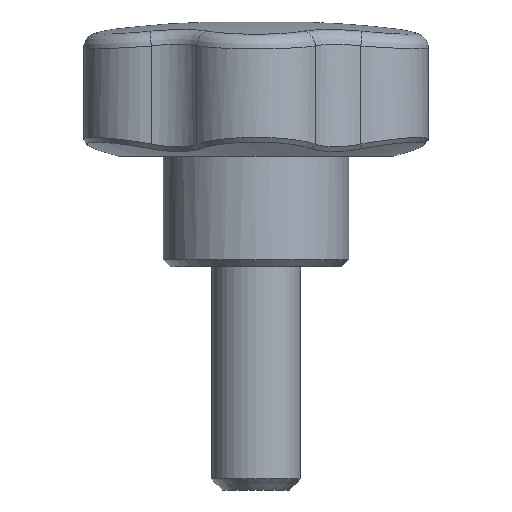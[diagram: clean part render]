
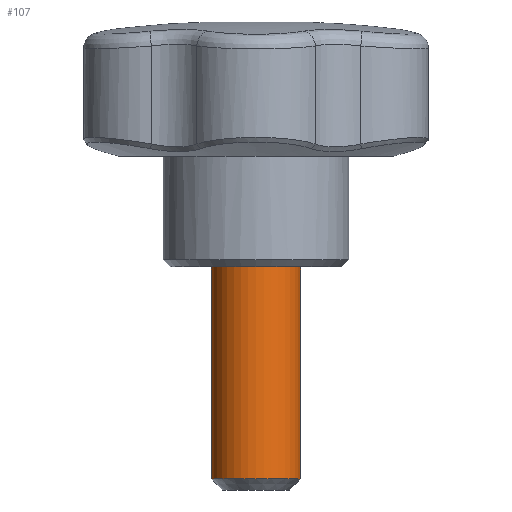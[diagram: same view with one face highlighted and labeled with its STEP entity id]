
A CAD part, front view. The second image highlights one B-rep face of the part: STEP entity #107.
In plain terms, the highlighted cylindrical face has radius 6 mm (diameter 12 mm), a full revolution.
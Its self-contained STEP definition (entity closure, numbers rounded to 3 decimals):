
#107 = ADVANCED_FACE( '', ( #275, #276 ), #277, .T. );
#275 = FACE_OUTER_BOUND( '', #559, .T. );
#276 = FACE_OUTER_BOUND( '', #560, .T. );
#277 = CYLINDRICAL_SURFACE( '', #561, 6. );
#559 = EDGE_LOOP( '', ( #3600 ) );
#560 = EDGE_LOOP( '', ( #3601 ) );
#561 = AXIS2_PLACEMENT_3D( '', #3602, #3603, #3604 );
#3600 = ORIENTED_EDGE( '', *, *, #4141, .T. );
#3601 = ORIENTED_EDGE( '', *, *, #4142, .F. );
#3602 = CARTESIAN_POINT( '', ( 0., 0., 44. ) );
#3603 = DIRECTION( '', ( 0., 0., -1. ) );
#3604 = DIRECTION( '', ( 1., 0., 0. ) );
#4141 = EDGE_CURVE( '', #4398, #4398, #4399, .T. );
#4142 = EDGE_CURVE( '', #4400, #4400, #4401, .T. );
#4398 = VERTEX_POINT( '', #4970 );
#4399 = CIRCLE( '', #4971, 6. );
#4400 = VERTEX_POINT( '', #4972 );
#4401 = CIRCLE( '', #4973, 6. );
#4970 = CARTESIAN_POINT( '', ( 6., 0., -28.5 ) );
#4971 = AXIS2_PLACEMENT_3D( '', #7074, #7075, #7076 );
#4972 = CARTESIAN_POINT( '', ( 6., 0., 0. ) );
#4973 = AXIS2_PLACEMENT_3D( '', #7077, #7078, #7079 );
#7074 = CARTESIAN_POINT( '', ( 0., 0., -28.5 ) );
#7075 = DIRECTION( '', ( 0., 0., 1. ) );
#7076 = DIRECTION( '', ( 1., 0., 0. ) );
#7077 = CARTESIAN_POINT( '', ( 0., 0., 0. ) );
#7078 = DIRECTION( '', ( 0., 0., 1. ) );
#7079 = DIRECTION( '', ( 1., 0., 0. ) );
